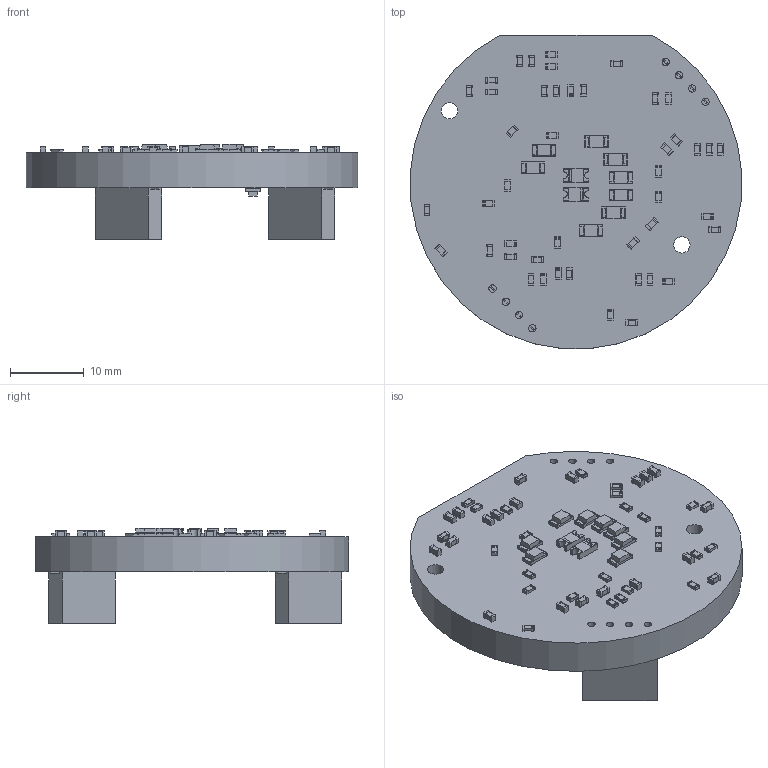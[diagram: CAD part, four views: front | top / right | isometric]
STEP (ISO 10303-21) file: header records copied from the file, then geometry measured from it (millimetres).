
FILE_DESCRIPTION(('KiCad electronic assembly'),'2;1');
FILE_NAME('RoundScanner v1.1.STEP','2023-02-16T14:16:53',('Pcbnew'),( 'Kicad'),'Open CASCADE STEP processor 7.6','KiCad to STEP converter' ,'Unknown');
FILE_SCHEMA(('AUTOMOTIVE_DESIGN { 1 0 10303 214 1 1 1 1 }'));
Length unit declared in the file: millimetre
Products named in the file (14): RoundScanner v1.1 1; LED_1206_3216Metric; SOLID; C_0603_1608Metric; R_0603_1608Metric; D_1206_3216Metric; PinSocket_1x04_P2.54mm_Vertical; LED_0805_2012Metric; _autosave-RoundScanner PCB
Assembly tree (65 placements, depth 3):
  RoundScanner v1.1 1
    LED_1206_3216Metric  x8
      SOLID
    C_0603_1608Metric  x21
      SOLID
    R_0603_1608Metric  x24
      SOLID
    D_1206_3216Metric  x2
      SOLID
    PinSocket_1x04_P2.54mm_Vertical  x2
      SOLID
    LED_0805_2012Metric
      SOLID
    _autosave-RoundScanner PCB
Bounding box: 44.91 x 42.42 x 12.89 mm (x, y, z)
Volume: 7648.7 mm3; surface area: 5009.1 mm2
Topology: 59 solids, 59 shells, 2022 faces, 5281 edges, 3454 vertices
Faces by surface type: bspline 2008, cylinder 11, plane 3
Full cylindrical faces by diameter (mm): 1 x8, 2.2 x2
Entity records: 22704 total; most frequent: CARTESIAN_POINT 7932, B_SPLINE_CURVE_WITH_KNOTS 2390, ORIENTED_EDGE 1788, PCURVE 1788, DEFINITIONAL_REPRESENTATION 1788, EDGE_CURVE 894, SURFACE_CURVE 884, VERTEX_POINT 584
